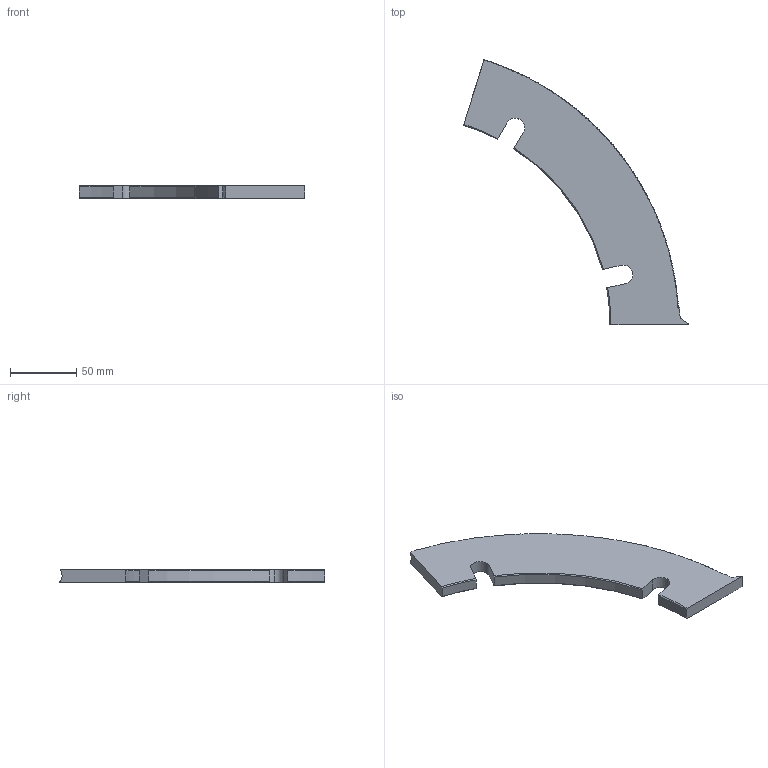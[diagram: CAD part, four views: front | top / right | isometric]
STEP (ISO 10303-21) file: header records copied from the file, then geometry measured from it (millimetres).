
FILE_DESCRIPTION (( 'STEP AP203' ), '1' );
FILE_NAME ('M2362-S.STEP', '2022-04-21T21:11:29', ( '' ), ( '' ), 'SwSTEP 2.0', 'SolidWorks 2020', '' );
FILE_SCHEMA (( 'CONFIG_CONTROL_DESIGN' ));
Length unit declared in the file: inch
Products named in the file (1): M2362-S
Bounding box: 170.42 x 200.73 x 9.49 mm (x, y, z)
Volume: 106964.5 mm3; surface area: 29460.1 mm2
Topology: 1 solids, 1 shells, 158 faces, 468 edges, 312 vertices
Faces by surface type: sphere 132, plane 10, cylinder 8, cone 6, torus 2
Entity records: 7532 total; most frequent: CARTESIAN_POINT 3213, ORIENTED_EDGE 936, DIRECTION 935, EDGE_CURVE 468, AXIS2_PLACEMENT_3D 450, VERTEX_POINT 312, CIRCLE 291, EDGE_LOOP 158
